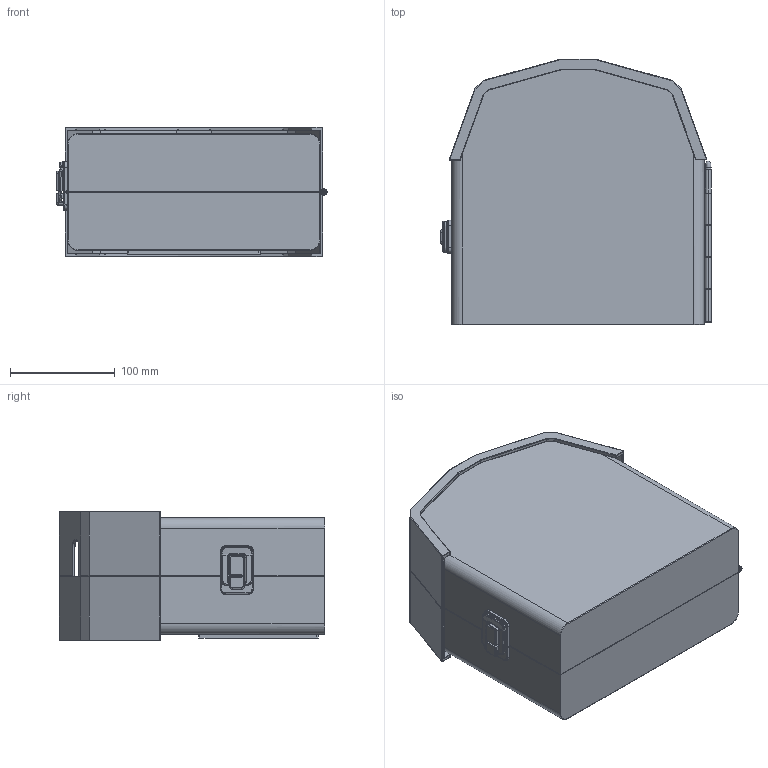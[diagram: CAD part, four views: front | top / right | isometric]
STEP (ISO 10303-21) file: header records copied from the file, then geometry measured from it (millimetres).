
FILE_DESCRIPTION (( 'STEP AP203' ), '1' );
FILE_NAME ('EEBarn5.STEP', '2025-04-30T01:59:36', ( '' ), ( '' ), 'SwSTEP 2.0', 'SolidWorks 2024', '' );
FILE_SCHEMA (( 'CONFIG_CONTROL_DESIGN' ));
Length unit declared in the file: inch
Products named in the file (1): EEBarn5
Bounding box: 258.57 x 254 x 123.95 mm (x, y, z)
Volume: 1162459.1 mm3; surface area: 552937 mm2
Topology: 22 solids, 22 shells, 1652 faces, 3843 edges, 2182 vertices
Faces by surface type: cylinder 740, plane 391, torus 354, sphere 89, bspline 78
Entity records: 49864 total; most frequent: CARTESIAN_POINT 12444, DIRECTION 8427, ORIENTED_EDGE 7548, EDGE_CURVE 3774, AXIS2_PLACEMENT_3D 3355, VERTEX_POINT 2180, CIRCLE 1780, VECTOR 1717
